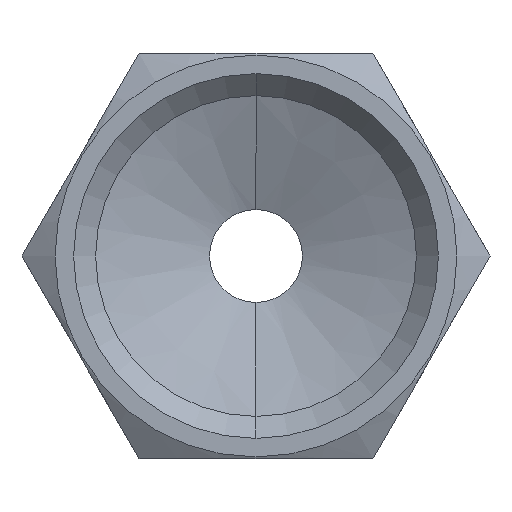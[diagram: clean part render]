
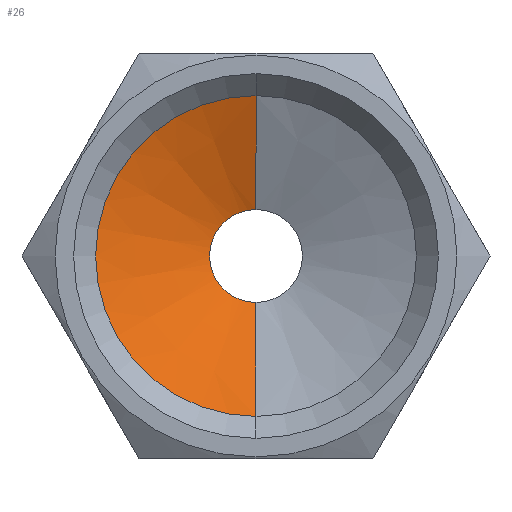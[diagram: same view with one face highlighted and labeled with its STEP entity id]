
A CAD part, front view. The second image highlights one B-rep face of the part: STEP entity #26.
In plain terms, the highlighted conical face has half-angle 68 degrees and reference radius 9.5 mm.
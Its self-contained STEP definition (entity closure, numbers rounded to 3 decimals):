
#24 = EDGE_CURVE ( 'NONE', #313, #312, #214, .T. ) ;
#26 = ADVANCED_FACE ( 'NONE', ( #530 ), #199, .F. ) ;
#63 = EDGE_CURVE ( 'NONE', #315, #319, #99, .T. ) ;
#99 = CIRCLE ( 'NONE', #105, 2.75 ) ;
#105 = AXIS2_PLACEMENT_3D ( 'NONE', #887, #888, #889 ) ;
#141 = VECTOR ( 'NONE', #1066, 1000. ) ;
#142 = VECTOR ( 'NONE', #1068, 1000. ) ;
#199 = CONICAL_SURFACE ( 'NONE', #202, 9.5, 1.187 ) ;
#202 = AXIS2_PLACEMENT_3D ( 'NONE', #767, #768, #769 ) ;
#214 = CIRCLE ( 'NONE', #215, 9.5 ) ;
#215 = AXIS2_PLACEMENT_3D ( 'NONE', #761, #762, #763 ) ;
#264 = ORIENTED_EDGE ( 'NONE', *, *, #636, .T. ) ;
#293 = ORIENTED_EDGE ( 'NONE', *, *, #63, .F. ) ;
#295 = ORIENTED_EDGE ( 'NONE', *, *, #24, .T. ) ;
#307 = EDGE_LOOP ( 'NONE', ( #293, #264, #295, #439 ) ) ;
#312 = VERTEX_POINT ( 'NONE', #1016 ) ;
#313 = VERTEX_POINT ( 'NONE', #1017 ) ;
#315 = VERTEX_POINT ( 'NONE', #1019 ) ;
#319 = VERTEX_POINT ( 'NONE', #1023 ) ;
#439 = ORIENTED_EDGE ( 'NONE', *, *, #633, .F. ) ;
#530 = FACE_OUTER_BOUND ( 'NONE', #307, .T. ) ;
#588 = LINE ( 'NONE', #1065, #141 ) ;
#589 = LINE ( 'NONE', #1067, #142 ) ;
#633 = EDGE_CURVE ( 'NONE', #319, #312, #588, .T. ) ;
#636 = EDGE_CURVE ( 'NONE', #315, #313, #589, .T. ) ;
#761 = CARTESIAN_POINT ( 'NONE',  ( 0., 13., 0. ) ) ;
#762 = DIRECTION ( 'NONE',  ( 0., -1., 0. ) ) ;
#763 = DIRECTION ( 'NONE',  ( 0., 0., -1. ) ) ;
#767 = CARTESIAN_POINT ( 'NONE',  ( 0., 13., 0. ) ) ;
#768 = DIRECTION ( 'NONE',  ( 0., -1., 0. ) ) ;
#769 = DIRECTION ( 'NONE',  ( 0., 0., -1. ) ) ;
#887 = CARTESIAN_POINT ( 'NONE',  ( 0., 15.727, 0. ) ) ;
#888 = DIRECTION ( 'NONE',  ( 0., -1., 0. ) ) ;
#889 = DIRECTION ( 'NONE',  ( 0., 0., -1. ) ) ;
#1016 = CARTESIAN_POINT ( 'NONE',  ( 0., 13., -9.5 ) ) ;
#1017 = CARTESIAN_POINT ( 'NONE',  ( 0., 13., 9.5 ) ) ;
#1019 = CARTESIAN_POINT ( 'NONE',  ( 0., 15.727, 2.75 ) ) ;
#1023 = CARTESIAN_POINT ( 'NONE',  ( 0., 15.727, -2.75 ) ) ;
#1065 = CARTESIAN_POINT ( 'NONE',  ( 0., 13., -9.5 ) ) ;
#1066 = DIRECTION ( 'NONE',  ( 0., -0.375, -0.927 ) ) ;
#1067 = CARTESIAN_POINT ( 'NONE',  ( 0., 13., 9.5 ) ) ;
#1068 = DIRECTION ( 'NONE',  ( 0., -0.375, 0.927 ) ) ;
